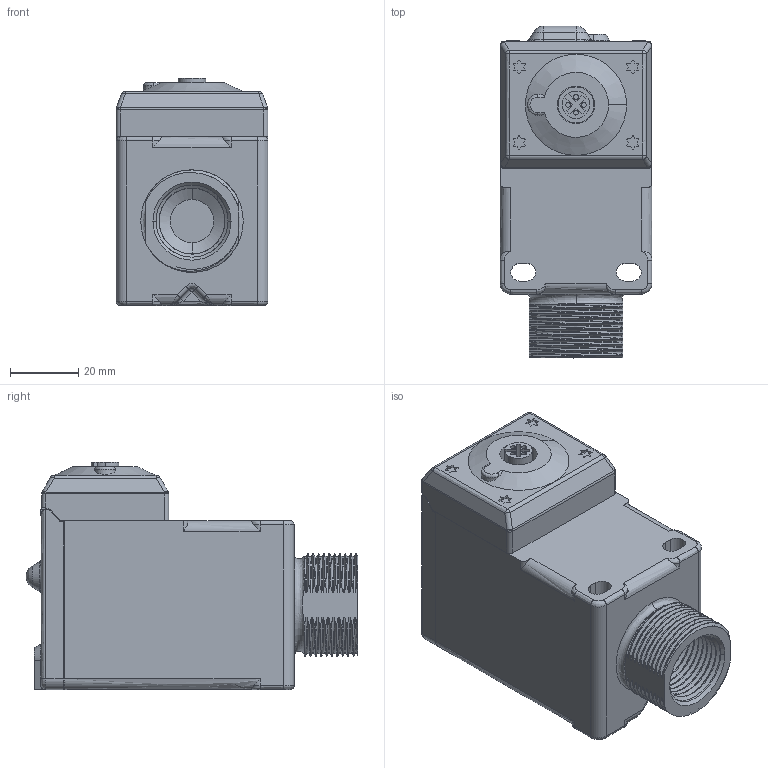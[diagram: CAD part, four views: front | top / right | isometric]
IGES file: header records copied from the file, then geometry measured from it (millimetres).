
Start section:  PTC IGES file: 165755.igs
Global section: file name: 165755.igs; native system: Pro/ENGINEER by Parametric Technology Corporation; preprocessor: 2009141; author: banengservice; organization: Unknown; date: 20130201.105344; units: inch
Bounding box: 44.45 x 97.08 x 66.47 mm (x, y, z)
Volume: 79411.2 mm3; surface area: 53203.1 mm2
Topology: 2 solids, 2 shells, 1047 faces, 2722 edges, 1680 vertices
Faces by surface type: revolution 531, bspline 516
